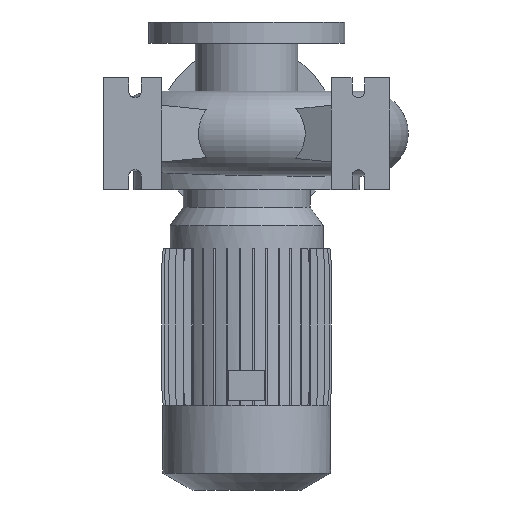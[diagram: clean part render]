
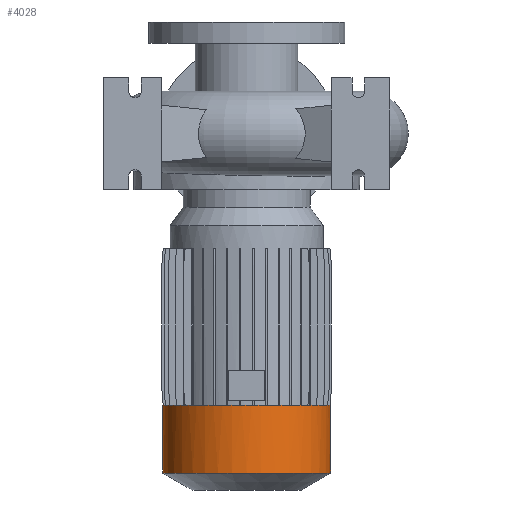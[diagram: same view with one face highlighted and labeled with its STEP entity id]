
A CAD part, front view. The second image highlights one B-rep face of the part: STEP entity #4028.
In plain terms, the highlighted cylindrical face has radius 94 mm (diameter 188 mm), a partial arc.
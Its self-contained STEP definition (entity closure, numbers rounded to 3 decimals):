
#141 = ORIENTED_EDGE ( 'NONE', *, *, #12861, .F. ) ;
#205 = VERTEX_POINT ( 'NONE', #2211 ) ;
#398 = DIRECTION ( 'NONE',  ( 1., 0., 0. ) ) ;
#517 = VERTEX_POINT ( 'NONE', #7593 ) ;
#527 = AXIS2_PLACEMENT_3D ( 'NONE', #11796, #1682, #2555 ) ;
#1276 = LINE ( 'NONE', #10129, #7812 ) ;
#1299 = CARTESIAN_POINT ( 'NONE',  ( 0., 0., -380. ) ) ;
#1581 = CARTESIAN_POINT ( 'NONE',  ( 94., 0., -380. ) ) ;
#1682 = DIRECTION ( 'NONE',  ( 0., 0., 1. ) ) ;
#2144 = AXIS2_PLACEMENT_3D ( 'NONE', #1299, #5806, #398 ) ;
#2211 = CARTESIAN_POINT ( 'NONE',  ( 94., 0., -304. ) ) ;
#2555 = DIRECTION ( 'NONE',  ( 1., 0., 0. ) ) ;
#2719 = EDGE_CURVE ( 'NONE', #517, #2836, #7338, .T. ) ;
#2836 = VERTEX_POINT ( 'NONE', #1581 ) ;
#3639 = VERTEX_POINT ( 'NONE', #10634 ) ;
#3746 = DIRECTION ( 'NONE',  ( 0., 0., 1. ) ) ;
#3814 = LINE ( 'NONE', #5076, #12797 ) ;
#4028 = ADVANCED_FACE ( 'NONE', ( #4925 ), #7216, .T. ) ;
#4475 = ORIENTED_EDGE ( 'NONE', *, *, #12157, .F. ) ;
#4925 = FACE_OUTER_BOUND ( 'NONE', #11246, .T. ) ;
#5076 = CARTESIAN_POINT ( 'NONE',  ( -94., 0., 125. ) ) ;
#5806 = DIRECTION ( 'NONE',  ( 0., 0., 1. ) ) ;
#6043 = CARTESIAN_POINT ( 'NONE',  ( 0., 0., -304. ) ) ;
#7216 = CYLINDRICAL_SURFACE ( 'NONE', #527, 94. ) ;
#7338 = CIRCLE ( 'NONE', #2144, 94. ) ;
#7593 = CARTESIAN_POINT ( 'NONE',  ( -94., 0., -380. ) ) ;
#7812 = VECTOR ( 'NONE', #12422, 1000. ) ;
#8106 = AXIS2_PLACEMENT_3D ( 'NONE', #6043, #3746, #8252 ) ;
#8122 = ORIENTED_EDGE ( 'NONE', *, *, #8948, .T. ) ;
#8252 = DIRECTION ( 'NONE',  ( 1., 0., 0. ) ) ;
#8317 = DIRECTION ( 'NONE',  ( 0., 0., 1. ) ) ;
#8640 = ORIENTED_EDGE ( 'NONE', *, *, #2719, .T. ) ;
#8948 = EDGE_CURVE ( 'NONE', #2836, #205, #1276, .T. ) ;
#9048 = CIRCLE ( 'NONE', #8106, 94. ) ;
#10129 = CARTESIAN_POINT ( 'NONE',  ( 94., 0., 125. ) ) ;
#10634 = CARTESIAN_POINT ( 'NONE',  ( -94., 0., -304. ) ) ;
#11246 = EDGE_LOOP ( 'NONE', ( #141, #8640, #8122, #4475 ) ) ;
#11796 = CARTESIAN_POINT ( 'NONE',  ( 0., 0., 125. ) ) ;
#12157 = EDGE_CURVE ( 'NONE', #3639, #205, #9048, .T. ) ;
#12422 = DIRECTION ( 'NONE',  ( 0., 0., 1. ) ) ;
#12797 = VECTOR ( 'NONE', #8317, 1000. ) ;
#12861 = EDGE_CURVE ( 'NONE', #517, #3639, #3814, .T. ) ;
